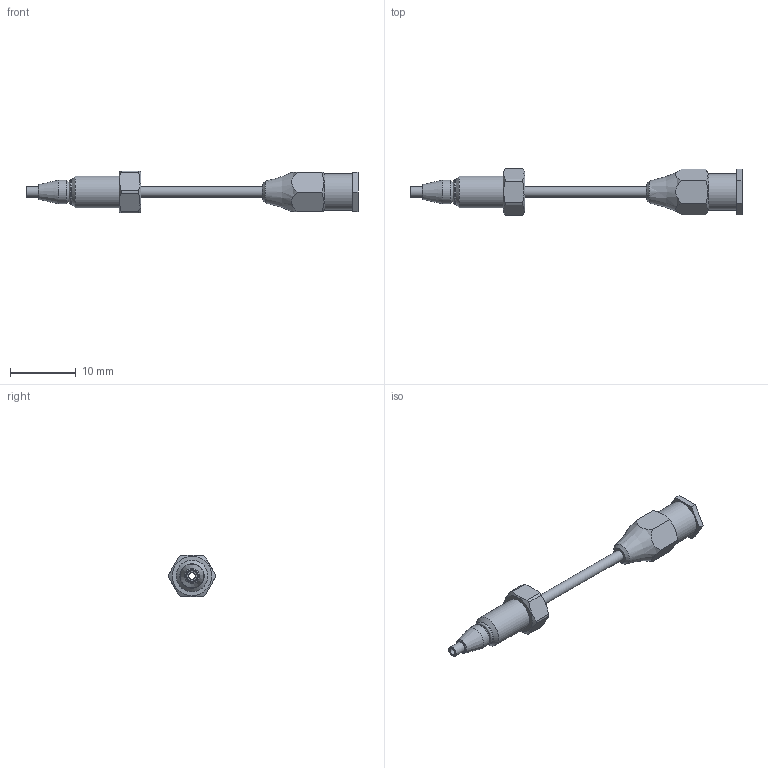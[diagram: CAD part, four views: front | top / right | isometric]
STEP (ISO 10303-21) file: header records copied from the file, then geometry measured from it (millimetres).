
FILE_DESCRIPTION((''),'2;1');
FILE_NAME('305057-ZLA-1 Female luer adaptor.stp','2008-08-08T12:46:21',('Franzp'),(''),'Autodesk Inventor 2008','Autodesk Inventor 2008','');
FILE_SCHEMA(('AUTOMOTIVE_DESIGN { 1 0 10303 214 1 1 1 1 }'));
Length unit declared in the file: millimetre
Products named in the file (4): 305057; 310168; 310102; 310101
Assembly tree (3 placements, depth 2):
  305057
    310168
    310102
    310101
Bounding box: 50.55 x 7.1 x 6.35 mm (x, y, z)
Volume: 523.5 mm3; surface area: 1094 mm2
Topology: 3 solids, 3 shells, 57 faces, 132 edges, 85 vertices
Faces by surface type: plane 28, cylinder 11, cone 9, bspline 7, torus 2
Full cylindrical faces by diameter (mm): 1.587 x1, 3.6 x1, 3.684 x1, 4.826 x1, 5.56 x1
Entity records: 1862 total; most frequent: CARTESIAN_POINT 641, DIRECTION 232, ORIENTED_EDGE 204, EDGE_CURVE 102, AXIS2_PLACEMENT_3D 98, EDGE_LOOP 90, VERTEX_POINT 78, FACE_OUTER_BOUND 57
